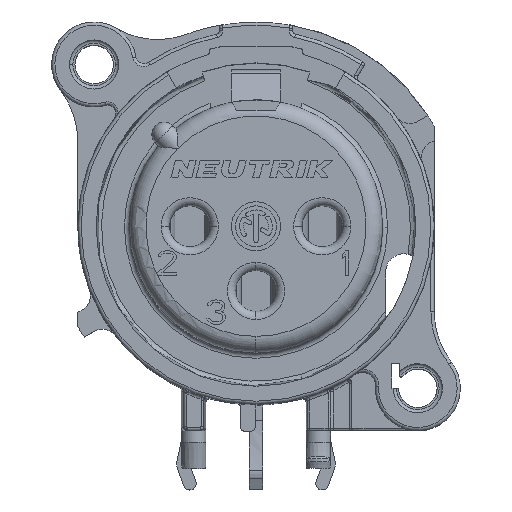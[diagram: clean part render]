
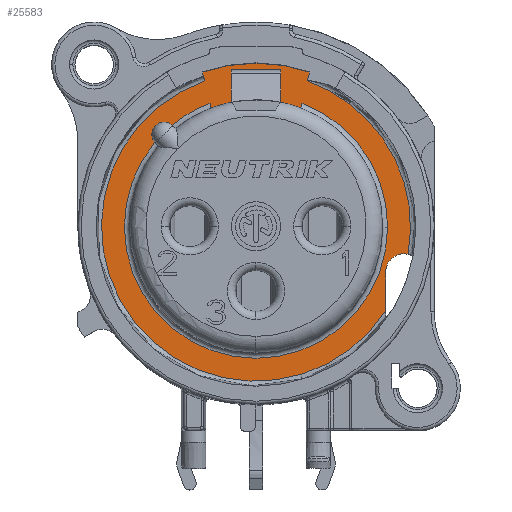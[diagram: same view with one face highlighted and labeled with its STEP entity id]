
A CAD part, top view. The second image highlights one B-rep face of the part: STEP entity #25583.
In plain terms, the highlighted planar face has unit normal (0, 0, 1).
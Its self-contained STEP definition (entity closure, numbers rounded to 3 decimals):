
#4518=CARTESIAN_POINT('',(7.94,-2.768,-4.8));
#4519=CARTESIAN_POINT('',(7.94,-2.652,-4.8));
#4520=CARTESIAN_POINT('',(7.973,-2.46,-4.8));
#4521=CARTESIAN_POINT('',(8.101,-2.156,-4.8));
#4522=CARTESIAN_POINT('',(8.342,-1.879,-4.8));
#4523=CARTESIAN_POINT('',(8.666,-1.706,-4.8));
#4524=CARTESIAN_POINT('',(8.992,-1.65,-4.8));
#4525=CARTESIAN_POINT('',(9.185,-1.66,-4.8));
#4526=CARTESIAN_POINT('',(9.298,-1.687,-4.8));
#4906=DIRECTION('',(0.238,-0.971,0.));
#4907=VECTOR('',#4906,0.302);
#4908=CARTESIAN_POINT('',(-2.812,7.543,-4.8));
#4909=LINE('',#4908,#4907);
#5252=CARTESIAN_POINT('',(-3.147,8.911,-4.8));
#5260=CARTESIAN_POINT('',(0.,0.,-4.8));
#5261=DIRECTION('',(0.,0.,1.));
#5262=DIRECTION('',(-0.333,0.943,0.));
#5263=AXIS2_PLACEMENT_3D('',#5260,#5261,#5262);
#5274=CARTESIAN_POINT('',(7.94,-5.124,-4.8));
#5302=CARTESIAN_POINT('',(3.147,8.911,-4.8));
#5303=CARTESIAN_POINT('',(3.151,8.928,-4.8));
#5304=CARTESIAN_POINT('',(3.155,8.945,-4.799));
#5305=CARTESIAN_POINT('',(3.159,8.962,-4.799));
#5333=CARTESIAN_POINT('',(0.,0.,-4.8));
#5334=DIRECTION('',(0.,0.,1.));
#5335=DIRECTION('',(0.984,-0.178,0.));
#5336=AXIS2_PLACEMENT_3D('',#5333,#5334,#5335);
#5342=DIRECTION('',(0.238,-0.971,0.));
#5343=VECTOR('',#5342,0.553);
#5344=CARTESIAN_POINT('',(-3.278,9.448,-4.8));
#5345=LINE('',#5344,#5343);
#5350=CARTESIAN_POINT('',(0.,0.,-4.8));
#5351=DIRECTION('',(0.,0.,-1.));
#5352=DIRECTION('',(0.194,0.981,0.));
#5353=AXIS2_PLACEMENT_3D('',#5350,#5351,#5352);
#5355=CARTESIAN_POINT('',(0.,0.,-4.8));
#5356=DIRECTION('',(0.,0.,-1.));
#5357=DIRECTION('',(-0.354,0.935,0.));
#5358=AXIS2_PLACEMENT_3D('',#5355,#5356,#5357);
#5360=CARTESIAN_POINT('',(-5.621,5.621,-4.8));
#5361=DIRECTION('',(0.,0.,-1.));
#5362=DIRECTION('',(-0.766,-0.643,0.));
#5363=AXIS2_PLACEMENT_3D('',#5360,#5361,#5362);
#5365=CARTESIAN_POINT('',(0.,0.,-4.8));
#5366=DIRECTION('',(0.,0.,1.));
#5367=DIRECTION('',(0.328,0.945,0.));
#5368=AXIS2_PLACEMENT_3D('',#5365,#5366,#5367);
#5370=DIRECTION('',(-0.248,-0.969,0.));
#5371=VECTOR('',#5370,0.5);
#5372=CARTESIAN_POINT('',(3.278,9.448,-4.8));
#5373=LINE('',#5372,#5371);
#5374=DIRECTION('',(0.927,-0.265,0.265));
#5375=VECTOR('',#5374,0.006);
#5376=CARTESIAN_POINT('',(3.154,8.963,-4.8));
#5377=LINE('',#5376,#5375);
#5378=DIRECTION('',(0.,1.,0.));
#5379=VECTOR('',#5378,2.356);
#5380=CARTESIAN_POINT('',(7.94,-5.124,-4.8));
#5381=LINE('',#5380,#5379);
#5394=DIRECTION('',(0.238,0.971,0.));
#5395=VECTOR('',#5394,0.302);
#5396=CARTESIAN_POINT('',(2.74,7.249,-4.8));
#5397=LINE('',#5396,#5395);
#8005=DIRECTION('',(0.,1.,0.));
#8006=VECTOR('',#8005,0.397);
#8007=CARTESIAN_POINT('',(-1.5,7.603,-4.8));
#8008=LINE('',#8007,#8006);
#8104=DIRECTION('',(0.,1.,0.));
#8105=VECTOR('',#8104,0.397);
#8106=CARTESIAN_POINT('',(1.5,7.603,-4.8));
#8107=LINE('',#8106,#8105);
#8128=DIRECTION('',(1.,0.,0.));
#8129=VECTOR('',#8128,3.);
#8130=CARTESIAN_POINT('',(-1.5,8.,-4.8));
#8131=LINE('',#8130,#8129);
#8208=CARTESIAN_POINT('',(0.,0.,-4.8));
#8209=DIRECTION('',(0.,0.,-1.));
#8210=DIRECTION('',(-0.638,0.77,0.));
#8211=AXIS2_PLACEMENT_3D('',#8208,#8209,#8210);
#8225=CARTESIAN_POINT('',(0.,0.,-4.8));
#8226=DIRECTION('',(0.,0.,-1.));
#8227=DIRECTION('',(0.349,0.937,0.));
#8228=AXIS2_PLACEMENT_3D('',#8225,#8226,#8227);
#14540=CARTESIAN_POINT('',(-6.196,5.139,-4.8));
#14541=CARTESIAN_POINT('',(-5.139,6.196,-4.8));
#14542=VERTEX_POINT('',#14540);
#14543=VERTEX_POINT('',#14541);
#15624=VERTEX_POINT('',#5274);
#15632=VERTEX_POINT('',#4518);
#15633=VERTEX_POINT('',#4526);
#17473=CARTESIAN_POINT('',(-1.5,8.,-4.8));
#17474=CARTESIAN_POINT('',(1.5,8.,-4.8));
#17475=VERTEX_POINT('',#17473);
#17476=VERTEX_POINT('',#17474);
#17477=CARTESIAN_POINT('',(2.812,7.543,-4.8));
#17478=VERTEX_POINT('',#17477);
#17479=CARTESIAN_POINT('',(-2.812,7.543,-4.8));
#17480=VERTEX_POINT('',#17479);
#17485=VERTEX_POINT('',#5252);
#17486=CARTESIAN_POINT('',(3.147,8.911,-4.8));
#17487=VERTEX_POINT('',#17486);
#17748=CARTESIAN_POINT('',(2.74,7.249,-4.8));
#17749=VERTEX_POINT('',#17748);
#17750=CARTESIAN_POINT('',(-2.74,7.249,-4.8));
#17751=VERTEX_POINT('',#17750);
#17752=CARTESIAN_POINT('',(-1.5,7.603,-4.8));
#17753=VERTEX_POINT('',#17752);
#17754=CARTESIAN_POINT('',(1.5,7.603,-4.8));
#17755=VERTEX_POINT('',#17754);
#17774=CARTESIAN_POINT('',(3.154,8.963,-4.8));
#17775=VERTEX_POINT('',#17774);
#17776=CARTESIAN_POINT('',(3.278,9.448,-4.8));
#17777=CARTESIAN_POINT('',(-3.278,9.448,-4.8));
#17778=VERTEX_POINT('',#17776);
#17779=VERTEX_POINT('',#17777);
#17780=CARTESIAN_POINT('',(3.159,8.962,
-4.799));
#17781=VERTEX_POINT('',#17780);
#25546=CARTESIAN_POINT('',(0.,0.,-4.8));
#25547=DIRECTION('',(0.,0.,1.));
#25548=DIRECTION('',(0.,-1.,0.));
#25549=AXIS2_PLACEMENT_3D('',#25546,#25547,#25548);
#25550=PLANE('',#25549);
#25551=ORIENTED_EDGE('',*,*,#25538,.F.);
#25552=ORIENTED_EDGE('',*,*,#25458,.T.);
#25553=ORIENTED_EDGE('',*,*,#25472,.T.);
#25554=ORIENTED_EDGE('',*,*,#25505,.F.);
#25555=ORIENTED_EDGE('',*,*,#25512,.F.);
#25556=ORIENTED_EDGE('',*,*,#24520,.F.);
#25557=ORIENTED_EDGE('',*,*,#18552,.F.);
#25558=ORIENTED_EDGE('',*,*,#25490,.F.);
#25559=ORIENTED_EDGE('',*,*,#25524,.F.);
#25560=EDGE_LOOP('',(#25551,#25552,#25553,#25554,#25555,#25556,#25557,#25558,
#25559));
#25561=FACE_OUTER_BOUND('',#25560,.F.);
#25563=ORIENTED_EDGE('',*,*,#25562,.F.);
#25565=ORIENTED_EDGE('',*,*,#25564,.F.);
#25567=ORIENTED_EDGE('',*,*,#25566,.T.);
#25569=ORIENTED_EDGE('',*,*,#25568,.F.);
#25571=ORIENTED_EDGE('',*,*,#25570,.F.);
#25573=ORIENTED_EDGE('',*,*,#25572,.F.);
#25574=ORIENTED_EDGE('',*,*,#25070,.F.);
#25576=ORIENTED_EDGE('',*,*,#25575,.F.);
#25578=ORIENTED_EDGE('',*,*,#25577,.F.);
#25580=ORIENTED_EDGE('',*,*,#25579,.F.);
#25581=EDGE_LOOP('',(#25563,#25565,#25567,#25569,#25571,#25573,#25574,#25576,
#25578,#25580));
#25582=FACE_BOUND('',#25581,.F.);
#25583=ADVANCED_FACE('',(#25561,#25582),#25550,.T.);
#4527=B_SPLINE_CURVE_WITH_KNOTS('',3,(#4518,#4519,#4520,#4521,#4522,#4523,#4524,
#4525,#4526),.UNSPECIFIED.,.F.,.F.,(4,1,1,1,1,1,4),(0.,0.125,0.25,0.5,
0.75,0.875,1.),.UNSPECIFIED.);
#5264=CIRCLE('',#5263,9.45);
#5306=B_SPLINE_CURVE_WITH_KNOTS('',3,(#5302,#5303,#5304,#5305),.UNSPECIFIED.,
.F.,.F.,(4,4),(0.,1.),.UNSPECIFIED.);
#5337=CIRCLE('',#5336,9.45);
#5354=CIRCLE('',#5353,7.75);
#5359=CIRCLE('',#5358,7.75);
#5364=CIRCLE('',#5363,0.75);
#5369=CIRCLE('',#5368,10.);
#8212=CIRCLE('',#8211,8.05);
#8229=CIRCLE('',#8228,8.05);
#18552=EDGE_CURVE('',#15624,#15632,#5381,.T.);
#24520=EDGE_CURVE('',#15632,#15633,#4527,.T.);
#25070=EDGE_CURVE('',#17480,#17751,#4909,.T.);
#25458=EDGE_CURVE('',#17778,#17775,#5373,.T.);
#25472=EDGE_CURVE('',#17775,#17781,#5377,.T.);
#25490=EDGE_CURVE('',#17485,#15624,#5264,.T.);
#25505=EDGE_CURVE('',#17487,#17781,#5306,.T.);
#25512=EDGE_CURVE('',#15633,#17487,#5337,.T.);
#25524=EDGE_CURVE('',#17779,#17485,#5345,.T.);
#25538=EDGE_CURVE('',#17778,#17779,#5369,.T.);
#25562=EDGE_CURVE('',#17749,#17478,#5397,.T.);
#25564=EDGE_CURVE('',#17755,#17749,#5354,.T.);
#25566=EDGE_CURVE('',#17755,#17476,#8107,.T.);
#25568=EDGE_CURVE('',#17475,#17476,#8131,.T.);
#25570=EDGE_CURVE('',#17753,#17475,#8008,.T.);
#25572=EDGE_CURVE('',#17751,#17753,#5359,.T.);
#25575=EDGE_CURVE('',#14543,#17480,#8212,.T.);
#25577=EDGE_CURVE('',#14542,#14543,#5364,.T.);
#25579=EDGE_CURVE('',#17478,#14542,#8229,.T.);
